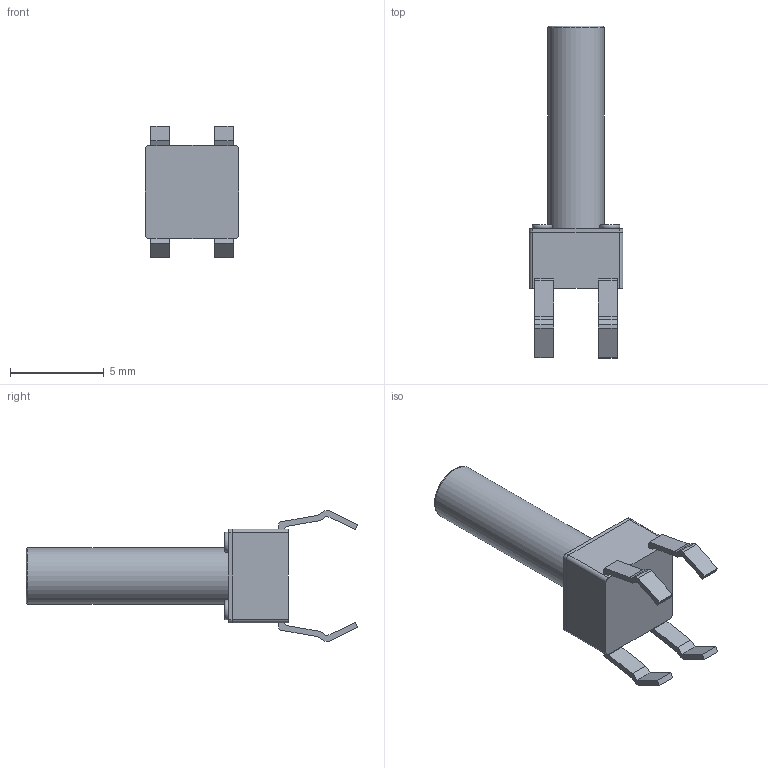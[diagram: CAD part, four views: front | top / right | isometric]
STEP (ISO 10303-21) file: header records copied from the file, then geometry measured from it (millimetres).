
FILE_DESCRIPTION(/* description */ (''),/* implementation_level */ '2;1');
FILE_NAME(/* name */ 'PushButton.stp',/* time_stamp */ '2020-06-13T13:55:25+03:00',/* author */ ('WEX'),/* organization */ (''),/* preprocessor_version */ 'ST-DEVELOPER v18.1',/* originating_system */ 'Autodesk Inventor 2021',/* authorisation */ '');
FILE_SCHEMA (('AUTOMOTIVE_DESIGN { 1 0 10303 214 3 1 1 }'));
Length unit declared in the file: millimetre
Products named in the file (3): Сборка1; Button_üst; Button_leg
Assembly tree (5 placements, depth 2):
  Сборка1
    Button_üst
    Button_leg  x4
Bounding box: 5 x 17.72 x 7 mm (x, y, z)
Volume: 161.9 mm3; surface area: 328.5 mm2
Topology: 10 solids, 10 shells, 120 faces, 296 edges, 201 vertices
Faces by surface type: plane 105, cylinder 10, torus 5
Full cylindrical faces by diameter (mm): 3 x1, 3.2 x1
Entity records: 2225 total; most frequent: DIRECTION 376, CARTESIAN_POINT 367, ORIENTED_EDGE 340, EDGE_CURVE 170, AXIS2_PLACEMENT_3D 126, LINE 124, VECTOR 124, VERTEX_POINT 117
